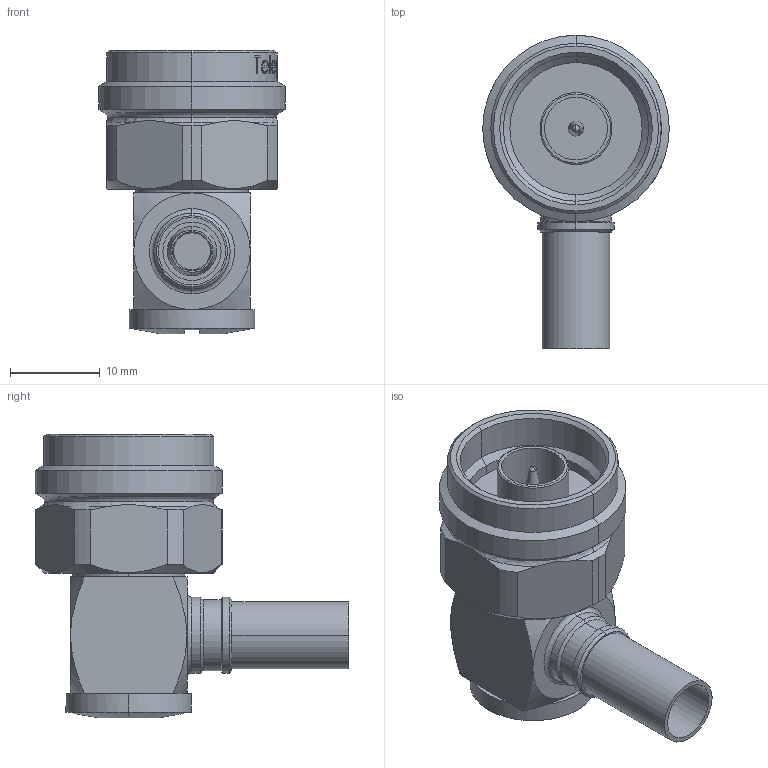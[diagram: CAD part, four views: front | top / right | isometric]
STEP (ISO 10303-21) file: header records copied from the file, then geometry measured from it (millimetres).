
FILE_DESCRIPTION (( 'STEP AP214' ), '1' );
FILE_NAME ('J01020A0097.STEP', '2016-10-14T11:14:44', ( '' ), ( '' ), 'SwSTEP 2.0', 'SolidWorks 2015', '' );
FILE_SCHEMA (( 'AUTOMOTIVE_DESIGN' ));
Length unit declared in the file: millimetre
Products named in the file (1): J01020A0097
Bounding box: 20.8 x 34.9 x 31.6 mm (x, y, z)
Volume: 6764.6 mm3; surface area: 3723.2 mm2
Topology: 1 solids, 1 shells, 283 faces, 699 edges, 447 vertices
Faces by surface type: plane 91, bspline 83, cylinder 58, cone 41, torus 8, sphere 2
Entity records: 19466 total; most frequent: CARTESIAN_POINT 10349, ORIENTED_EDGE 1398, DIRECTION 990, EDGE_CURVE 699, VERTEX_POINT 447, AXIS2_PLACEMENT_3D 403, B_SPLINE_CURVE_WITH_KNOTS 313, EDGE_LOOP 312
